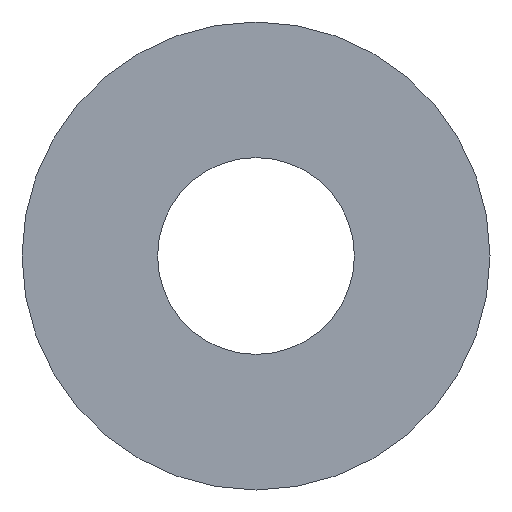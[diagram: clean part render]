
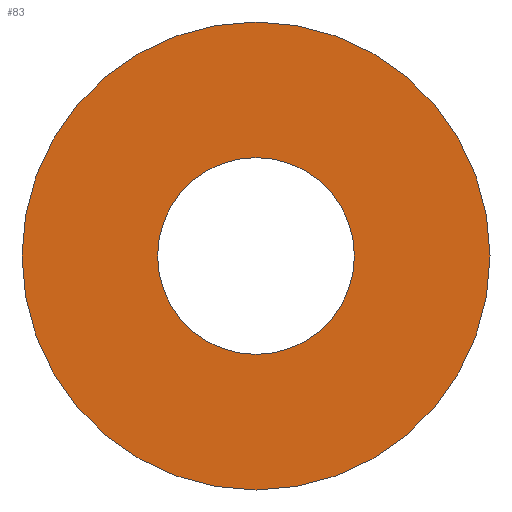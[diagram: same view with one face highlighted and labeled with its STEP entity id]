
A CAD part, front view. The second image highlights one B-rep face of the part: STEP entity #83.
In plain terms, the highlighted planar face has unit normal (0, -1, 0).
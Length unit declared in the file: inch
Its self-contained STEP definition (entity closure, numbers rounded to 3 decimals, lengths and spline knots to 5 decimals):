
#2 = PLANE ( 'NONE',  #223 ) ;
#4 = ORIENTED_EDGE ( 'NONE', *, *, #110, .T. ) ;
#6 = DIRECTION ( 'NONE',  ( 0., 1., 0. ) ) ;
#16 = CARTESIAN_POINT ( 'NONE',  ( 0., 0., 0.062 ) ) ;
#19 = CIRCLE ( 'NONE', #40, 0.062 ) ;
#23 = ORIENTED_EDGE ( 'NONE', *, *, #88, .F. ) ;
#29 = VERTEX_POINT ( 'NONE', #16 ) ;
#32 = FACE_OUTER_BOUND ( 'NONE', #105, .T. ) ;
#40 = AXIS2_PLACEMENT_3D ( 'NONE', #117, #6, #138 ) ;
#45 = CARTESIAN_POINT ( 'NONE',  ( 0., 0., 0.1475 ) ) ;
#52 = DIRECTION ( 'NONE',  ( 0., 1., 0. ) ) ;
#57 = CARTESIAN_POINT ( 'NONE',  ( 0., 0., 0. ) ) ;
#63 = CIRCLE ( 'NONE', #193, 0.062 ) ;
#74 = DIRECTION ( 'NONE',  ( 0., 1., 0. ) ) ;
#76 = DIRECTION ( 'NONE',  ( 0., 0., 1. ) ) ;
#77 = EDGE_LOOP ( 'NONE', ( #176, #4 ) ) ;
#79 = VERTEX_POINT ( 'NONE', #141 ) ;
#81 = FACE_BOUND ( 'NONE', #77, .T. ) ;
#83 = ADVANCED_FACE ( 'NONE', ( #32, #81 ), #2, .F. ) ;
#88 = EDGE_CURVE ( 'NONE', #235, #127, #230, .T. ) ;
#101 = EDGE_CURVE ( 'NONE', #127, #235, #172, .T. ) ;
#105 = EDGE_LOOP ( 'NONE', ( #132, #23 ) ) ;
#107 = DIRECTION ( 'NONE',  ( 0., 1., 0. ) ) ;
#110 = EDGE_CURVE ( 'NONE', #29, #79, #19, .T. ) ;
#111 = AXIS2_PLACEMENT_3D ( 'NONE', #57, #198, #76 ) ;
#117 = CARTESIAN_POINT ( 'NONE',  ( 0., 0., 0. ) ) ;
#120 = EDGE_CURVE ( 'NONE', #79, #29, #63, .T. ) ;
#127 = VERTEX_POINT ( 'NONE', #214 ) ;
#132 = ORIENTED_EDGE ( 'NONE', *, *, #101, .F. ) ;
#138 = DIRECTION ( 'NONE',  ( 0., 0., 1. ) ) ;
#139 = AXIS2_PLACEMENT_3D ( 'NONE', #226, #107, #251 ) ;
#141 = CARTESIAN_POINT ( 'NONE',  ( 0., 0., -0.062 ) ) ;
#166 = CARTESIAN_POINT ( 'NONE',  ( 0., 0., 0. ) ) ;
#172 = CIRCLE ( 'NONE', #111, 0.1475 ) ;
#176 = ORIENTED_EDGE ( 'NONE', *, *, #120, .T. ) ;
#189 = DIRECTION ( 'NONE',  ( 0., 0., 1. ) ) ;
#193 = AXIS2_PLACEMENT_3D ( 'NONE', #197, #74, #216 ) ;
#197 = CARTESIAN_POINT ( 'NONE',  ( 0., 0., 0. ) ) ;
#198 = DIRECTION ( 'NONE',  ( 0., 1., 0. ) ) ;
#214 = CARTESIAN_POINT ( 'NONE',  ( 0., 0., -0.1475 ) ) ;
#216 = DIRECTION ( 'NONE',  ( 0., 0., 1. ) ) ;
#223 = AXIS2_PLACEMENT_3D ( 'NONE', #166, #52, #189 ) ;
#226 = CARTESIAN_POINT ( 'NONE',  ( 0., 0., 0. ) ) ;
#230 = CIRCLE ( 'NONE', #139, 0.1475 ) ;
#235 = VERTEX_POINT ( 'NONE', #45 ) ;
#251 = DIRECTION ( 'NONE',  ( 0., 0., 1. ) ) ;
